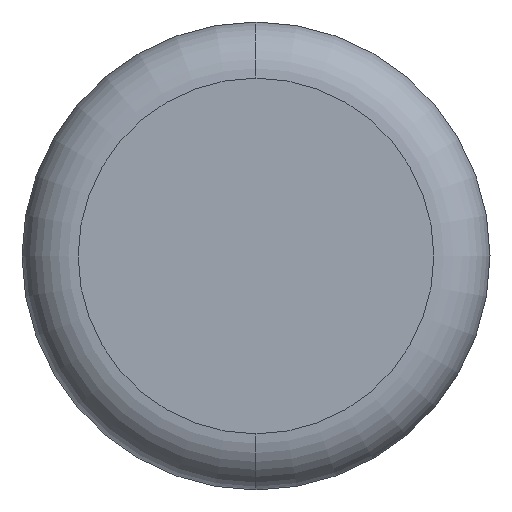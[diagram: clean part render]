
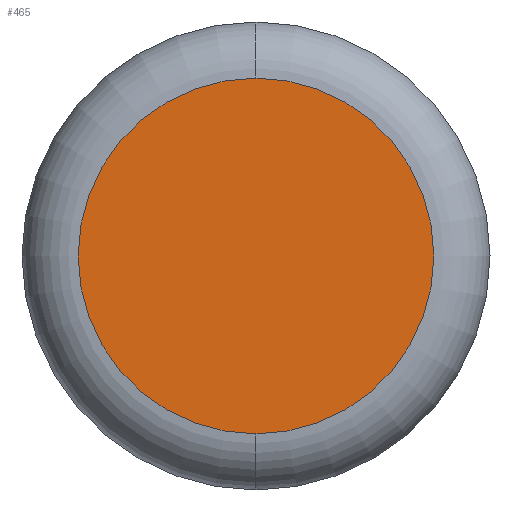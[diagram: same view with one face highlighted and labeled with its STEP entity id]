
A CAD part, front view. The second image highlights one B-rep face of the part: STEP entity #465.
In plain terms, the highlighted planar face has unit normal (0, -1, 0).
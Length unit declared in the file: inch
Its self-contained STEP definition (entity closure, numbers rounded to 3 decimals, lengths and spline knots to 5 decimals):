
#12 = DIRECTION ( 'NONE',  ( 0., 0., -1. ) ) ;
#25 = CARTESIAN_POINT ( 'NONE',  ( 0., 0., -0.19 ) ) ;
#45 = DIRECTION ( 'NONE',  ( 0., 0., -1. ) ) ;
#84 = ORIENTED_EDGE ( 'NONE', *, *, #106, .T. ) ;
#97 = DIRECTION ( 'NONE',  ( 0., 0., -1. ) ) ;
#106 = EDGE_CURVE ( 'NONE', #273, #366, #232, .T. ) ;
#117 = PLANE ( 'NONE',  #153 ) ;
#141 = CARTESIAN_POINT ( 'NONE',  ( 0., 0., 0. ) ) ;
#153 = AXIS2_PLACEMENT_3D ( 'NONE', #141, #224, #12 ) ;
#190 = CIRCLE ( 'NONE', #354, 0.19 ) ;
#211 = DIRECTION ( 'NONE',  ( 0., -1., 0. ) ) ;
#224 = DIRECTION ( 'NONE',  ( 0., -1., 0. ) ) ;
#232 = CIRCLE ( 'NONE', #508, 0.19 ) ;
#255 = CARTESIAN_POINT ( 'NONE',  ( 0., 0., 0.19 ) ) ;
#258 = CARTESIAN_POINT ( 'NONE',  ( 0., 0., 0. ) ) ;
#273 = VERTEX_POINT ( 'NONE', #255 ) ;
#302 = DIRECTION ( 'NONE',  ( 0., -1., 0. ) ) ;
#310 = EDGE_CURVE ( 'NONE', #366, #273, #190, .T. ) ;
#326 = ORIENTED_EDGE ( 'NONE', *, *, #310, .T. ) ;
#354 = AXIS2_PLACEMENT_3D ( 'NONE', #258, #211, #45 ) ;
#359 = FACE_OUTER_BOUND ( 'NONE', #370, .T. ) ;
#366 = VERTEX_POINT ( 'NONE', #25 ) ;
#370 = EDGE_LOOP ( 'NONE', ( #326, #84 ) ) ;
#465 = ADVANCED_FACE ( 'NONE', ( #359 ), #117, .T. ) ;
#469 = CARTESIAN_POINT ( 'NONE',  ( 0., 0., 0. ) ) ;
#508 = AXIS2_PLACEMENT_3D ( 'NONE', #469, #302, #97 ) ;
